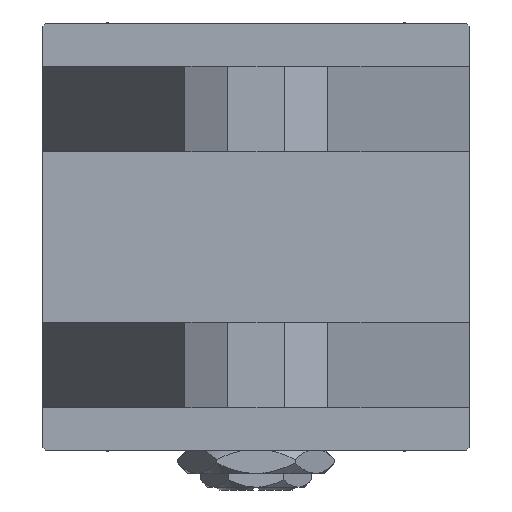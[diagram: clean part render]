
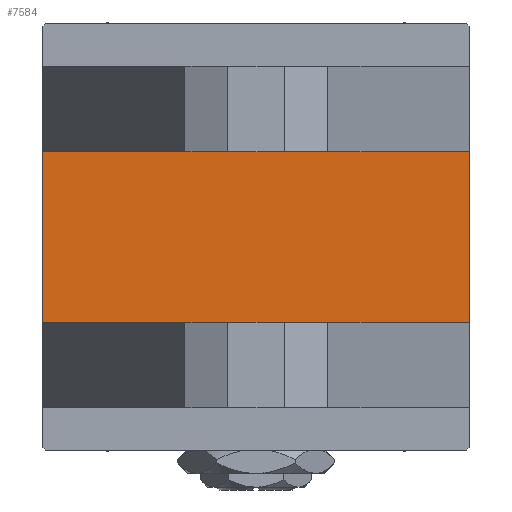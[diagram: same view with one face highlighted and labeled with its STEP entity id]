
A CAD part, left-side view. The second image highlights one B-rep face of the part: STEP entity #7584.
In plain terms, the highlighted planar face has unit normal (-1, 0, 0).
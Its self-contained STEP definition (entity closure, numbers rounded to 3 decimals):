
#3505 = DIRECTION ( 'NONE',  ( -1., 0., 0. ) ) ;
#3654 = VERTEX_POINT ( 'NONE', #19161 ) ;
#5825 = CARTESIAN_POINT ( 'NONE',  ( 0., 15., -37.5 ) ) ;
#7584 = ADVANCED_FACE ( 'NONE', ( #47326 ), #47059, .T. ) ;
#8831 = EDGE_CURVE ( 'NONE', #35220, #3654, #45149, .T. ) ;
#9235 = EDGE_CURVE ( 'NONE', #21547, #11857, #16390, .T. ) ;
#9410 = CARTESIAN_POINT ( 'NONE',  ( 0., 37.5, -37.5 ) ) ;
#11226 = CARTESIAN_POINT ( 'NONE',  ( 0., 15., 37.5 ) ) ;
#11642 = LINE ( 'NONE', #42953, #41418 ) ;
#11857 = VERTEX_POINT ( 'NONE', #27694 ) ;
#14519 = DIRECTION ( 'NONE',  ( 0., -1., 0. ) ) ;
#16390 = LINE ( 'NONE', #32304, #31557 ) ;
#18669 = ORIENTED_EDGE ( 'NONE', *, *, #9235, .F. ) ;
#19161 = CARTESIAN_POINT ( 'NONE',  ( 0., -15., -37.5 ) ) ;
#20213 = ORIENTED_EDGE ( 'NONE', *, *, #46492, .T. ) ;
#20646 = ORIENTED_EDGE ( 'NONE', *, *, #8831, .T. ) ;
#21547 = VERTEX_POINT ( 'NONE', #36554 ) ;
#24079 = VECTOR ( 'NONE', #25314, 1000. ) ;
#25314 = DIRECTION ( 'NONE',  ( 0., -1., 0. ) ) ;
#27694 = CARTESIAN_POINT ( 'NONE',  ( 0., -15., 37.5 ) ) ;
#27749 = DIRECTION ( 'NONE',  ( 0., 0., 1. ) ) ;
#31557 = VECTOR ( 'NONE', #14519, 1000. ) ;
#32304 = CARTESIAN_POINT ( 'NONE',  ( 0., 37.5, 37.5 ) ) ;
#34587 = DIRECTION ( 'NONE',  ( 0., 0., -1. ) ) ;
#35220 = VERTEX_POINT ( 'NONE', #5825 ) ;
#36554 = CARTESIAN_POINT ( 'NONE',  ( 0., 15., 37.5 ) ) ;
#38998 = EDGE_LOOP ( 'NONE', ( #20646, #42391, #18669, #20213 ) ) ;
#39248 = CARTESIAN_POINT ( 'NONE',  ( 0., 0., 0. ) ) ;
#41418 = VECTOR ( 'NONE', #34587, 1000. ) ;
#42120 = VECTOR ( 'NONE', #47502, 1000. ) ;
#42391 = ORIENTED_EDGE ( 'NONE', *, *, #49230, .F. ) ;
#42953 = CARTESIAN_POINT ( 'NONE',  ( 0., -15., 37.5 ) ) ;
#45149 = LINE ( 'NONE', #9410, #24079 ) ;
#46492 = EDGE_CURVE ( 'NONE', #21547, #35220, #51402, .T. ) ;
#47059 = PLANE ( 'NONE',  #51523 ) ;
#47326 = FACE_OUTER_BOUND ( 'NONE', #38998, .T. ) ;
#47502 = DIRECTION ( 'NONE',  ( 0., 0., -1. ) ) ;
#49230 = EDGE_CURVE ( 'NONE', #11857, #3654, #11642, .T. ) ;
#51402 = LINE ( 'NONE', #11226, #42120 ) ;
#51523 = AXIS2_PLACEMENT_3D ( 'NONE', #39248, #3505, #27749 ) ;
